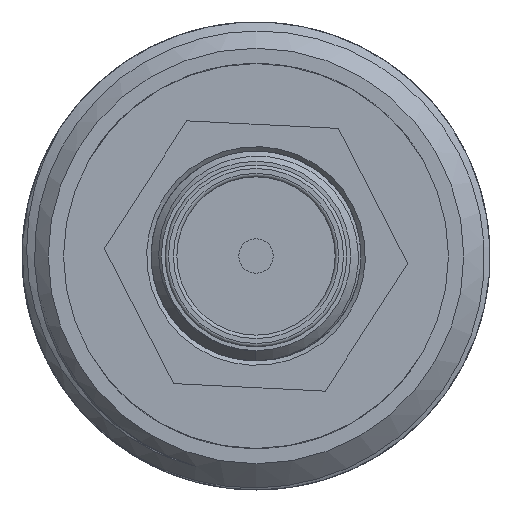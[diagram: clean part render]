
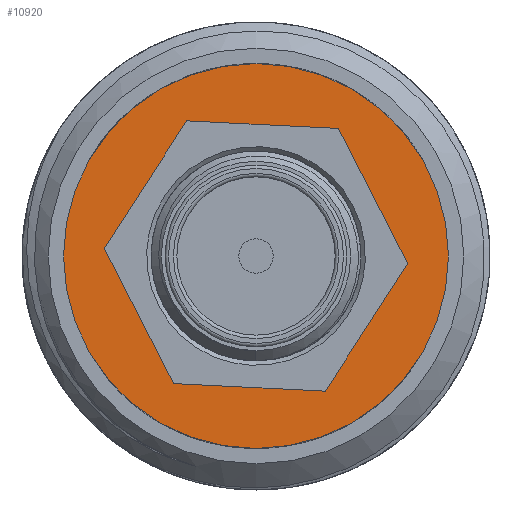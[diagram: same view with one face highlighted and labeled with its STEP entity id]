
A CAD part, front view. The second image highlights one B-rep face of the part: STEP entity #10920.
In plain terms, the highlighted planar face has unit normal (0, -1, 0).
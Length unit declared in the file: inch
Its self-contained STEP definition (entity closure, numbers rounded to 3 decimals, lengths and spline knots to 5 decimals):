
#581 = EDGE_CURVE ( 'NONE', #5114, #5114, #3142, .T. ) ;
#708 = PLANE ( 'NONE',  #8240 ) ;
#1011 = CARTESIAN_POINT ( 'NONE',  ( 0., -0.58, 0. ) ) ;
#1714 = VERTEX_POINT ( 'NONE', #11505 ) ;
#1887 = DIRECTION ( 'NONE',  ( 1., 0., 0. ) ) ;
#2203 = ORIENTED_EDGE ( 'NONE', *, *, #581, .T. ) ;
#2965 = DIRECTION ( 'NONE',  ( 1., 0., 0. ) ) ;
#3142 = CIRCLE ( 'NONE', #3691, 0.127 ) ;
#3691 = AXIS2_PLACEMENT_3D ( 'NONE', #8487, #9213, #2965 ) ;
#4308 = CARTESIAN_POINT ( 'NONE',  ( 0., -0.58, 0. ) ) ;
#5114 = VERTEX_POINT ( 'NONE', #7439 ) ;
#5228 = DIRECTION ( 'NONE',  ( 1., 0., 0. ) ) ;
#5755 = FACE_BOUND ( 'NONE', #8137, .T. ) ;
#6541 = CIRCLE ( 'NONE', #8046, 0.22 ) ;
#7282 = DIRECTION ( 'NONE',  ( 0., 1., 0. ) ) ;
#7374 = ORIENTED_EDGE ( 'NONE', *, *, #10012, .F. ) ;
#7439 = CARTESIAN_POINT ( 'NONE',  ( 0.127, -0.58, 0. ) ) ;
#8046 = AXIS2_PLACEMENT_3D ( 'NONE', #1011, #7282, #1887 ) ;
#8118 = FACE_OUTER_BOUND ( 'NONE', #10897, .T. ) ;
#8137 = EDGE_LOOP ( 'NONE', ( #2203 ) ) ;
#8240 = AXIS2_PLACEMENT_3D ( 'NONE', #4308, #10552, #5228 ) ;
#8487 = CARTESIAN_POINT ( 'NONE',  ( 0., -0.58, 0. ) ) ;
#9213 = DIRECTION ( 'NONE',  ( 0., 1., 0. ) ) ;
#10012 = EDGE_CURVE ( 'NONE', #1714, #1714, #6541, .T. ) ;
#10552 = DIRECTION ( 'NONE',  ( 0., 1., 0. ) ) ;
#10897 = EDGE_LOOP ( 'NONE', ( #7374 ) ) ;
#10920 = ADVANCED_FACE ( 'NONE', ( #8118, #5755 ), #708, .F. ) ;
#11505 = CARTESIAN_POINT ( 'NONE',  ( 0.22, -0.58, 0. ) ) ;
